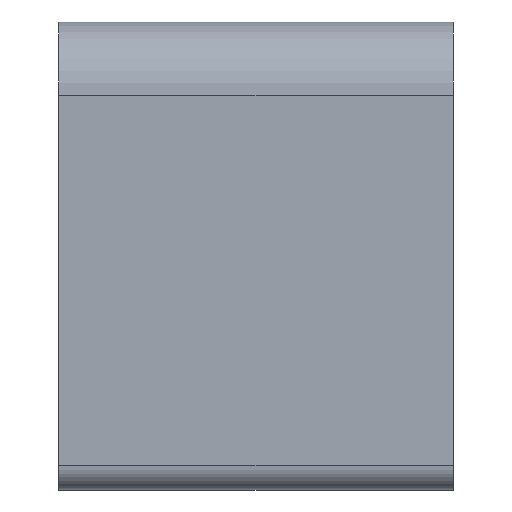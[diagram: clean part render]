
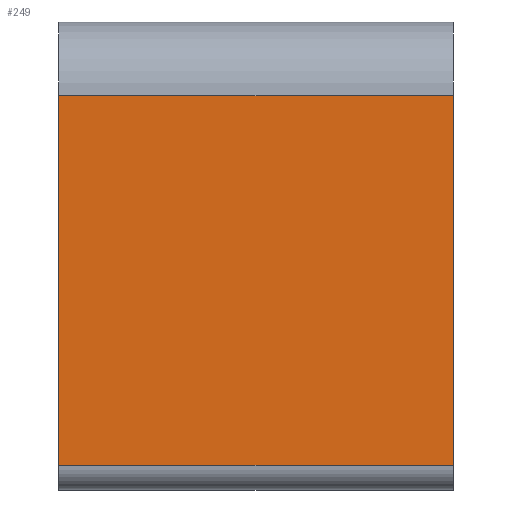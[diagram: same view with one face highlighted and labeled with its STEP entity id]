
A CAD part, left-side view. The second image highlights one B-rep face of the part: STEP entity #249.
In plain terms, the highlighted planar face has unit normal (-1, 0, 0).
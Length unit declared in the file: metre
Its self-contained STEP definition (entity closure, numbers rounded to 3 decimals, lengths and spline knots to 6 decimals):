
#49=ORIENTED_EDGE('',*,*,#117,.T.);
#50=ORIENTED_EDGE('',*,*,#116,.F.);
#51=ORIENTED_EDGE('',*,*,#118,.F.);
#52=ORIENTED_EDGE('',*,*,#119,.T.);
#116=EDGE_CURVE('',#149,#148,#171,.T.);
#117=EDGE_CURVE('',#150,#148,#172,.T.);
#118=EDGE_CURVE('',#151,#149,#173,.T.);
#119=EDGE_CURVE('',#151,#150,#174,.T.);
#148=VERTEX_POINT('',#406);
#149=VERTEX_POINT('',#408);
#150=VERTEX_POINT('',#412);
#151=VERTEX_POINT('',#414);
#171=LINE('',#409,#192);
#172=LINE('',#411,#193);
#173=LINE('',#413,#194);
#174=LINE('',#415,#195);
#192=VECTOR('',#327,1.);
#193=VECTOR('',#330,1.);
#194=VECTOR('',#331,1.);
#195=VECTOR('',#332,1.);
#208=EDGE_LOOP('',(#49,#50,#51,#52));
#225=FACE_BOUND('',#208,.T.);
#240=PLANE('',#280);
#249=ADVANCED_FACE('',(#225),#240,.F.);
#280=AXIS2_PLACEMENT_3D('',#410,#328,#329);
#327=DIRECTION('',(0.,1.,0.));
#328=DIRECTION('',(1.,0.,0.));
#329=DIRECTION('',(0.,1.,0.));
#330=DIRECTION('',(0.,0.,-1.));
#331=DIRECTION('',(0.,0.,-1.));
#332=DIRECTION('',(0.,1.,0.));
#406=CARTESIAN_POINT('',(-0.044,0.0325,0.0265));
#408=CARTESIAN_POINT('',(-0.044,0.0165,0.0265));
#409=CARTESIAN_POINT('',(-0.044,0.0165,0.0265));
#410=CARTESIAN_POINT('',(-0.044,0.0165,0.036));
#411=CARTESIAN_POINT('',(-0.044,0.0325,0.036));
#412=CARTESIAN_POINT('',(-0.044,0.0325,0.0415));
#413=CARTESIAN_POINT('',(-0.044,0.0165,0.036));
#414=CARTESIAN_POINT('',(-0.044,0.0165,0.0415));
#415=CARTESIAN_POINT('',(-0.044,0.0165,0.0415));
